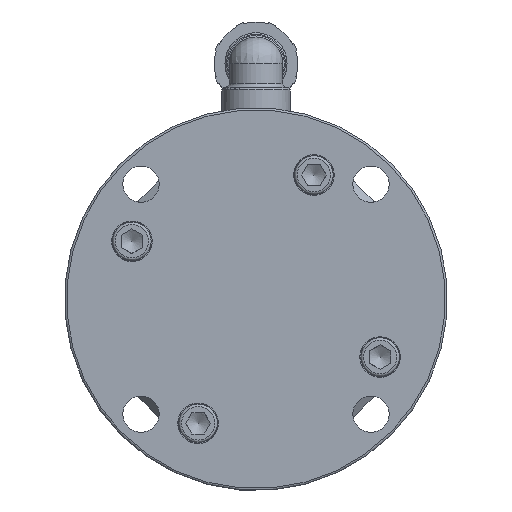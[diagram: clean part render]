
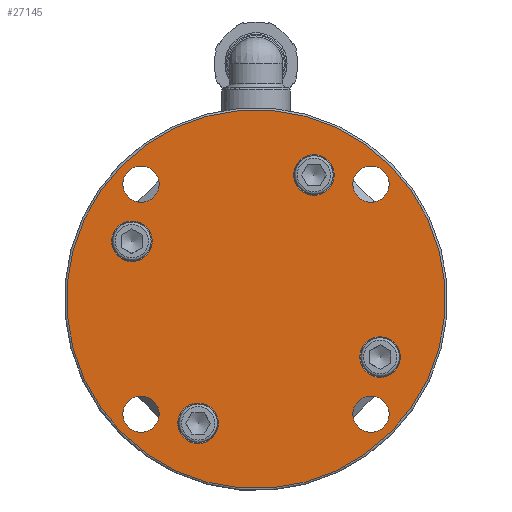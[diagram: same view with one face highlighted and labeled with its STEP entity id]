
A CAD part, left-side view. The second image highlights one B-rep face of the part: STEP entity #27145.
In plain terms, the highlighted planar face has unit normal (-1, 0, 0).
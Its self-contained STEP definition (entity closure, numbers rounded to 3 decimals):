
#26801=CARTESIAN_POINT('',(-24.,47.73,-47.73));
#26802=VERTEX_POINT('',#26801);
#26803=CARTESIAN_POINT('',(-24.,53.74,-53.74));
#26804=DIRECTION('',(1.,0.,0.));
#26805=DIRECTION('',(0.,-0.707,0.707));
#26806=AXIS2_PLACEMENT_3D('',#26803,#26804,#26805);
#26807=CIRCLE('',#26806,8.5);
#26808=EDGE_CURVE('',#26802,#26802,#26807,.T.);
#26829=CARTESIAN_POINT('',(-24.,47.73,47.73));
#26830=VERTEX_POINT('',#26829);
#26831=CARTESIAN_POINT('',(-24.,53.74,53.74));
#26832=DIRECTION('',(1.,0.,0.));
#26833=DIRECTION('',(0.,-0.707,-0.707));
#26834=AXIS2_PLACEMENT_3D('',#26831,#26832,#26833);
#26835=CIRCLE('',#26834,8.5);
#26836=EDGE_CURVE('',#26830,#26830,#26835,.T.);
#26857=CARTESIAN_POINT('',(-24.0,-47.73,-47.73));
#26858=VERTEX_POINT('',#26857);
#26859=CARTESIAN_POINT('',(-24.,-53.74,-53.74));
#26860=DIRECTION('',(1.,0.,0.));
#26861=DIRECTION('',(0.,0.707,0.707));
#26862=AXIS2_PLACEMENT_3D('',#26859,#26860,#26861);
#26863=CIRCLE('',#26862,8.5);
#26864=EDGE_CURVE('',#26858,#26858,#26863,.T.);
#26885=CARTESIAN_POINT('',(-24.,-47.73,47.73));
#26886=VERTEX_POINT('',#26885);
#26887=CARTESIAN_POINT('',(-24.,-53.74,53.74));
#26888=DIRECTION('',(1.,0.,0.));
#26889=DIRECTION('',(0.,0.707,-0.707));
#26890=AXIS2_PLACEMENT_3D('',#26887,#26888,#26889);
#26891=CIRCLE('',#26890,8.5);
#26892=EDGE_CURVE('',#26886,#26886,#26891,.T.);
#26915=CARTESIAN_POINT('',(-24.,51.286,33.765));
#26916=VERTEX_POINT('',#26915);
#26917=CARTESIAN_POINT('',(-24.0,58.004,27.048));
#26918=DIRECTION('',(1.0,0.,0.));
#26919=DIRECTION('',(0.,-0.707,0.707));
#26920=AXIS2_PLACEMENT_3D('',#26917,#26918,#26919);
#26921=CIRCLE('',#26920,9.5);
#26922=EDGE_CURVE('',#26916,#26916,#26921,.T.);
#26964=CARTESIAN_POINT('',(-24.,-33.765,51.286));
#26965=VERTEX_POINT('',#26964);
#26966=CARTESIAN_POINT('',(-24.0,-27.048,58.004));
#26967=DIRECTION('',(1.0,0.,0.));
#26968=DIRECTION('',(0.,-0.707,-0.707));
#26969=AXIS2_PLACEMENT_3D('',#26966,#26967,#26968);
#26970=CIRCLE('',#26969,9.5);
#26971=EDGE_CURVE('',#26965,#26965,#26970,.T.);
#27021=CARTESIAN_POINT('',(-24.,33.765,-51.286));
#27022=VERTEX_POINT('',#27021);
#27023=CARTESIAN_POINT('',(-24.,27.048,-58.004));
#27024=DIRECTION('',(1.0,0.,0.));
#27025=DIRECTION('',(0.,0.707,0.707));
#27026=AXIS2_PLACEMENT_3D('',#27023,#27024,#27025);
#27027=CIRCLE('',#27026,9.5);
#27028=EDGE_CURVE('',#27022,#27022,#27027,.T.);
#27062=CARTESIAN_POINT('',(-24.,-51.286,-33.765));
#27063=VERTEX_POINT('',#27062);
#27064=CARTESIAN_POINT('',(-24.,-58.004,-27.048));
#27065=DIRECTION('',(1.0,0.,0.));
#27066=DIRECTION('',(0.,0.707,-0.707));
#27067=AXIS2_PLACEMENT_3D('',#27064,#27065,#27066);
#27068=CIRCLE('',#27067,9.5);
#27069=EDGE_CURVE('',#27063,#27063,#27068,.T.);
#27105=CARTESIAN_POINT('',(-24.,31.643,31.643));
#27106=DIRECTION('',(-1.0,0.0,0.0));
#27107=DIRECTION('',(0.0,-0.707,0.707));
#27108=AXIS2_PLACEMENT_3D('',#27105,#27106,#27107);
#27109=PLANE('',#27108);
#27110=CARTESIAN_POINT('',(-24.0,62.579,62.579));
#27111=VERTEX_POINT('',#27110);
#27112=CARTESIAN_POINT('',(-24.,0.,0.));
#27113=DIRECTION('',(1.0,0.,0.));
#27114=DIRECTION('',(0.,-0.707,-0.707));
#27115=AXIS2_PLACEMENT_3D('',#27112,#27113,#27114);
#27116=CIRCLE('',#27115,88.5);
#27117=EDGE_CURVE('',#27111,#27111,#27116,.T.);
#27118=ORIENTED_EDGE('',*,*,#27117,.F.);
#27119=EDGE_LOOP('',(#27118));
#27120=FACE_OUTER_BOUND('',#27119,.T.);
#27121=ORIENTED_EDGE('',*,*,#26808,.T.);
#27122=EDGE_LOOP('',(#27121));
#27123=FACE_BOUND('',#27122,.T.);
#27124=ORIENTED_EDGE('',*,*,#26836,.T.);
#27125=EDGE_LOOP('',(#27124));
#27126=FACE_BOUND('',#27125,.T.);
#27127=ORIENTED_EDGE('',*,*,#26864,.T.);
#27128=EDGE_LOOP('',(#27127));
#27129=FACE_BOUND('',#27128,.T.);
#27130=ORIENTED_EDGE('',*,*,#26892,.T.);
#27131=EDGE_LOOP('',(#27130));
#27132=FACE_BOUND('',#27131,.T.);
#27133=ORIENTED_EDGE('',*,*,#26922,.T.);
#27134=EDGE_LOOP('',(#27133));
#27135=FACE_BOUND('',#27134,.T.);
#27136=ORIENTED_EDGE('',*,*,#26971,.T.);
#27137=EDGE_LOOP('',(#27136));
#27138=FACE_BOUND('',#27137,.T.);
#27139=ORIENTED_EDGE('',*,*,#27028,.T.);
#27140=EDGE_LOOP('',(#27139));
#27141=FACE_BOUND('',#27140,.T.);
#27142=ORIENTED_EDGE('',*,*,#27069,.T.);
#27143=EDGE_LOOP('',(#27142));
#27144=FACE_BOUND('',#27143,.T.);
#27145=ADVANCED_FACE('',(#27120,#27123,#27126,#27129,#27132,#27135,#27138,#27141,#27144),#27109,.T.);
